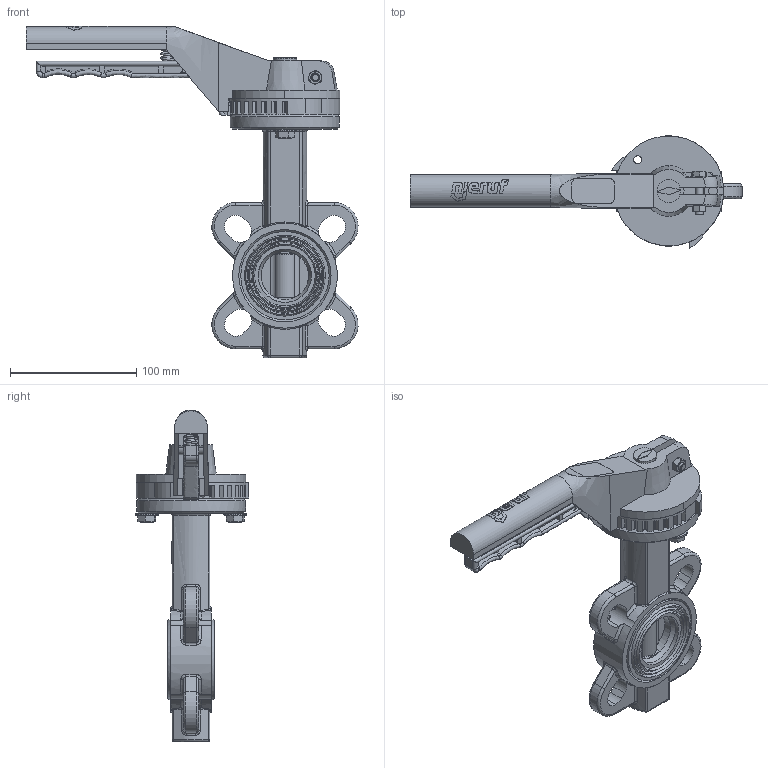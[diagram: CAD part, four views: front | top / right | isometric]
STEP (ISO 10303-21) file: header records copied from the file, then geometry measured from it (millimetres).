
FILE_DESCRIPTION(('HOOPS Exchange Step'),'2;1');
FILE_NAME('AK0810_DN40_Handhebel.stp','2025-08-07T13:22:56+02:00',('nieru'),('Unknown organisation'),'HOOPS Exchange 2024.2','HOOPS Exchange','Unknown authorisation');
FILE_SCHEMA( ('AP203_CONFIGURATION_CONTROLLED_3D_DESIGN_OF_MECHANICAL_PARTS_AND_ASSEMBLIES_MIM_LF') );
Length unit declared in the file: millimetre
Products named in the file (2): 0; root
Assembly tree (1 placements, depth 2):
  root
    0
Bounding box: 262.86 x 89.51 x 262.5 mm (x, y, z)
Volume: 534407 mm3; surface area: 184151.8 mm2
Topology: 20 solids, 21 shells, 1504 faces, 3909 edges, 2462 vertices
Faces by surface type: plane 560, cylinder 461, torus 197, bspline 184, cone 90, sphere 12
Full cylindrical faces by diameter (mm): 4.7 x2, 6 x4, 6.2 x4, 7 x4, 7.4 x1, 8 x4, 8.2 x1, 8.5 x4, 9 x6, 9.3 x1, 9.5 x1, 10 x4, 10.2 x4, 11 x4, 11.2 x1, 11.5 x1, 12 x3, 13 x2, 18 x2, 18.5 x1, 24 x1, 30 x1, 42.187 x2, 55 x1, 70 x1, 86.3 x1
Entity records: 95756 total; most frequent: CARTESIAN_POINT 61355, ORIENTED_EDGE 7776, DIRECTION 6263, EDGE_CURVE 3888, VERTEX_POINT 2462, AXIS2_PLACEMENT_3D 2363, EDGE_LOOP 1642, FACE_BOUND 1642
